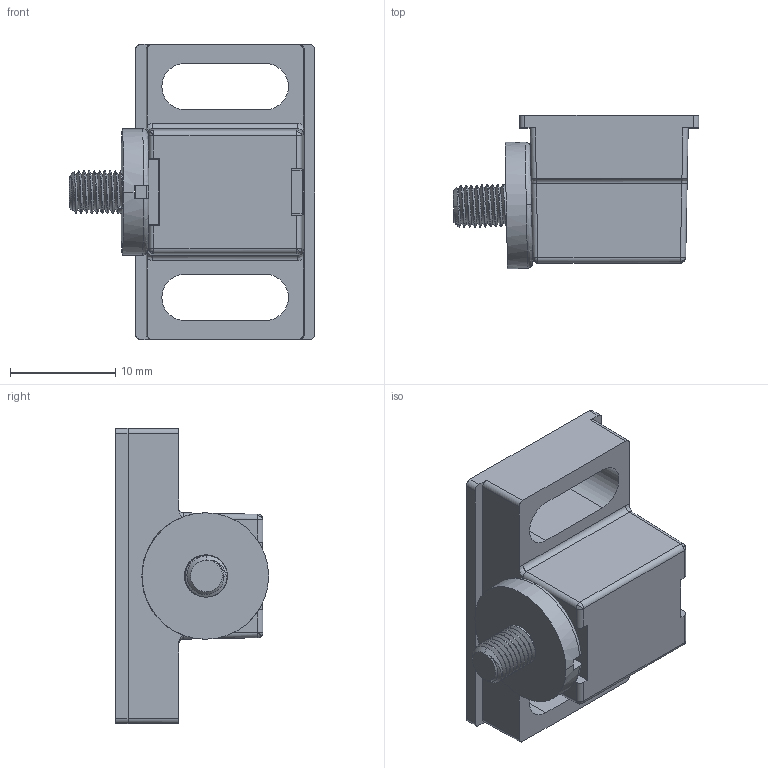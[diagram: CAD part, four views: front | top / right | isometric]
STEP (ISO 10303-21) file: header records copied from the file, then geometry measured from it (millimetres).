
FILE_DESCRIPTION (( 'STEP AP203' ), '1' );
FILE_NAME ('355.0400A.01.STEP', '2024-04-17T02:07:06', ( 'PC' ), ( 'Microsoft' ), 'SwSTEP 2.0', 'SolidWorks 2016', '' );
FILE_SCHEMA (( 'CONFIG_CONTROL_DESIGN' ));
Length unit declared in the file: millimetre
Products named in the file (3): 355-0400a-01; 355.0400A.01; 355-0404B-01
Assembly tree (2 placements, depth 2):
  355.0400A.01
    355-0400a-01
    355-0404B-01
Bounding box: 23.29 x 14.54 x 28 mm (x, y, z)
Volume: 3576.4 mm3; surface area: 2657.5 mm2
Topology: 2 solids, 2 shells, 139 faces, 421 edges, 277 vertices
Faces by surface type: plane 68, cylinder 46, bspline 23, cone 2
Entity records: 7039 total; most frequent: CARTESIAN_POINT 3285, ORIENTED_EDGE 826, DIRECTION 583, EDGE_CURVE 413, VERTEX_POINT 277, VECTOR 227, LINE 227, AXIS2_PLACEMENT_3D 178
